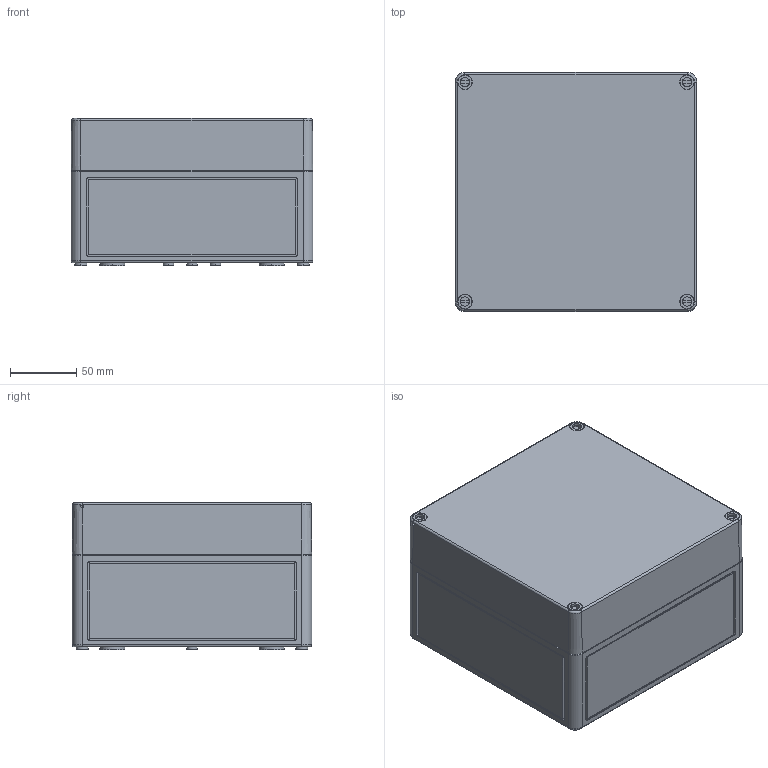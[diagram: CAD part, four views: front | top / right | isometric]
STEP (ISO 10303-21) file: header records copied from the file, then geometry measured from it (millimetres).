
FILE_DESCRIPTION (( 'STEP AP203' ), '1' );
FILE_NAME ('60181822.step', '2014-12-03T14:59:26', ( 'Windows-Benutzer' ), ( '' ), 'SwSTEP 2.0', 'SolidWorks 2014', '' );
FILE_SCHEMA (( 'CONFIG_CONTROL_DESIGN' ));
Length unit declared in the file: millimetre
Products named in the file (4): 60181822; Kasten_TK1818-o60181822; Deckel_TK1818-11-t60181822; Schraube_TK58mm-schwarz60181822
Assembly tree (6 placements, depth 2):
  60181822
    Kasten_TK1818-o60181822
    Deckel_TK1818-11-t60181822
    Schraube_TK58mm-schwarz60181822  x4
Bounding box: 182 x 180 x 110.7 mm (x, y, z)
Volume: 509519.7 mm3; surface area: 315226.6 mm2
Topology: 6 solids, 6 shells, 915 faces, 2309 edges, 1510 vertices
Faces by surface type: plane 549, cylinder 274, cone 76, torus 16
Entity records: 21039 total; most frequent: CARTESIAN_POINT 3702, DIRECTION 3675, ORIENTED_EDGE 3418, EDGE_CURVE 1709, AXIS2_PLACEMENT_3D 1323, VERTEX_POINT 1114, VECTOR 1029, LINE 1029
